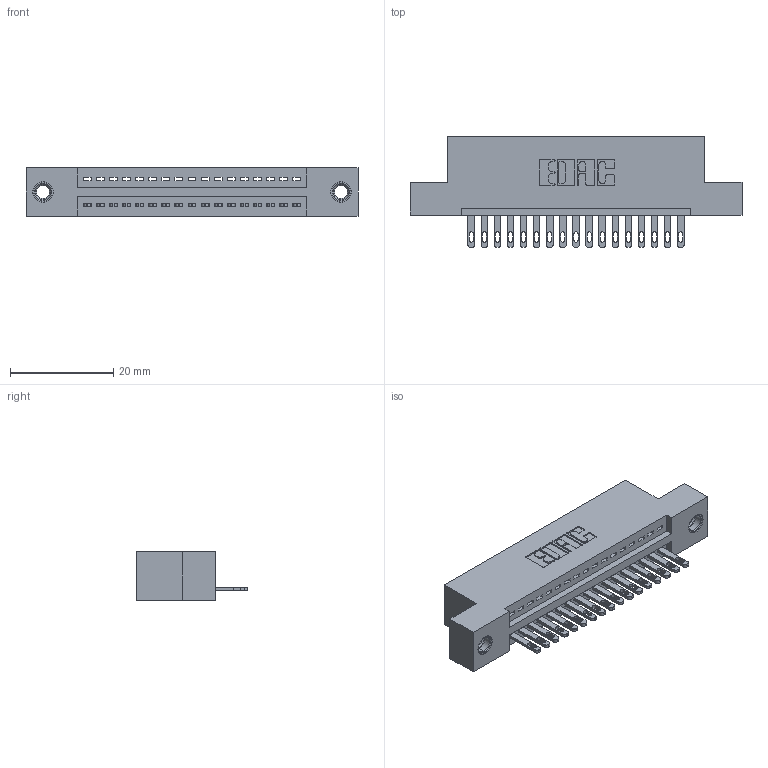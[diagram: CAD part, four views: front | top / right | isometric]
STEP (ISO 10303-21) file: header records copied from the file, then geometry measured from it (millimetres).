
FILE_DESCRIPTION (( 'STEP AP203' ), '1' );
FILE_NAME ('345-017-500-107.STEP', '2018-08-19T02:22:18', ( '' ), ( '' ), 'SwSTEP 2.0', 'SolidWorks 2016', '' );
FILE_SCHEMA (( 'CONFIG_CONTROL_DESIGN' ));
Length unit declared in the file: inch
Products named in the file (4): 345-250-001_345-250-005-103; 345-017-500-107; 345 Part_Flush Mounting Lugs - 0.156 Dia-TI; 345-292-001_345-293-100
Assembly tree (20 placements, depth 2):
  345-017-500-107
    345 Part_Flush Mounting Lugs - 0.156 Dia-TI
    345-292-001_345-293-100  x17
    345-250-001_345-250-005-103  x2
Bounding box: 64.39 x 21.51 x 9.4 mm (x, y, z)
Volume: 5907.9 mm3; surface area: 7582.1 mm2
Topology: 20 solids, 20 shells, 1104 faces, 3333 edges, 2214 vertices
Faces by surface type: plane 690, cylinder 398, cone 12, torus 4
Entity records: 17276 total; most frequent: CARTESIAN_POINT 2974, ORIENTED_EDGE 2918, DIRECTION 2663, EDGE_CURVE 1459, VECTOR 1235, LINE 1235, VERTEX_POINT 968, AXIS2_PLACEMENT_3D 714
